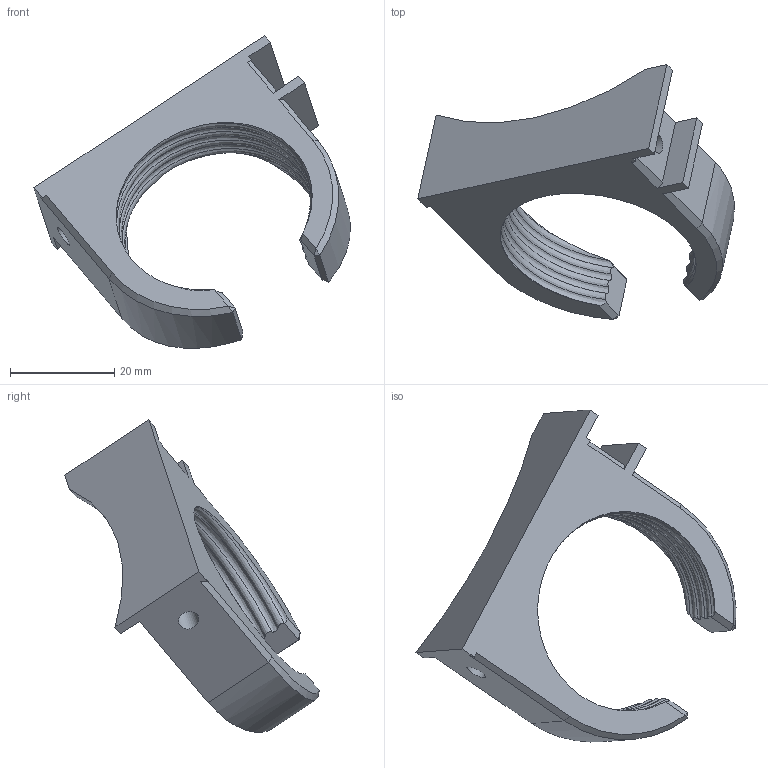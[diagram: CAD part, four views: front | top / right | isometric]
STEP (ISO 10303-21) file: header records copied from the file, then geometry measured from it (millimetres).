
FILE_DESCRIPTION(/* description */ (''),/* implementation_level */ '2;1');
FILE_NAME(/* name */ 'PO.step',/* time_stamp */ '2025-12-09T11:27:28+01:00',/* author */ (''),/* organization */ (''),/* preprocessor_version */ 'ST-DEVELOPER v20.1',/* originating_system */ 'Autodesk Translation Framework v14.21.0.0',/* authorisation */ '');
FILE_SCHEMA (('AUTOMOTIVE_DESIGN { 1 0 10303 214 3 1 1 }'));
Length unit declared in the file: millimetre
Products named in the file (1): PO
Bounding box: 60.78 x 48.88 x 60.05 mm (x, y, z)
Volume: 12524 mm3; surface area: 6499.1 mm2
Topology: 1 solids, 1 shells, 51 faces, 129 edges, 82 vertices
Faces by surface type: plane 30, bspline 13, cylinder 6, cone 2
Full cylindrical faces by diameter (mm): 4 x2
Entity records: 3418 total; most frequent: CARTESIAN_POINT 2285, ORIENTED_EDGE 258, DIRECTION 172, EDGE_CURVE 129, VERTEX_POINT 82, LINE 68, VECTOR 68, EDGE_LOOP 53
